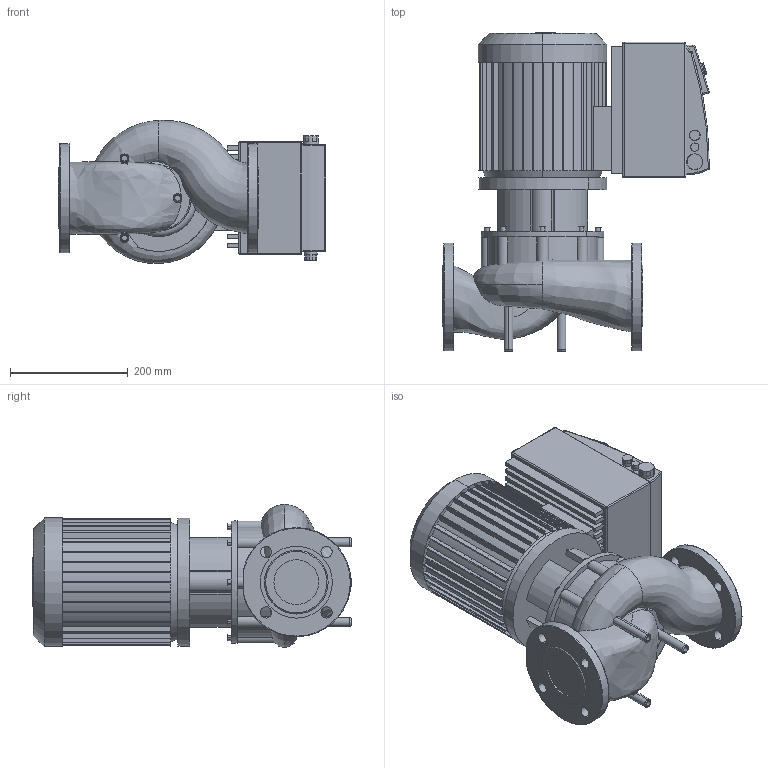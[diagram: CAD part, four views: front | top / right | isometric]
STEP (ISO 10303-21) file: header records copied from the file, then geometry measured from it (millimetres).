
FILE_DESCRIPTION((''),'2;1');
FILE_NAME('3d_IP-E65_130-4_2-R1-2158890.stp','2016-07-18T09:17:49',(''),(''),'Mechanical Desktop 2009','Mechanical Desktop 2009',', , ');
FILE_SCHEMA(('CONFIG_CONTROL_DESIGN'));
Length unit declared in the file: millimetre
Products named in the file (1): Product
Bounding box: 453 x 540.03 x 243.02 mm (x, y, z)
Volume: 24048691.1 mm3; surface area: 1254741.8 mm2
Topology: 12 solids, 12 shells, 779 faces, 1994 edges, 1266 vertices
Faces by surface type: plane 440, cylinder 177, bspline 116, sphere 22, torus 18, cone 6
Full cylindrical faces by diameter (mm): 15 x1
Entity records: 31766 total; most frequent: CARTESIAN_POINT 12919, ORIENTED_EDGE 3948, DIRECTION 3817, EDGE_CURVE 1974, AXIS2_PLACEMENT_3D 1290, VERTEX_POINT 1265, VECTOR 1237, LINE 1237
